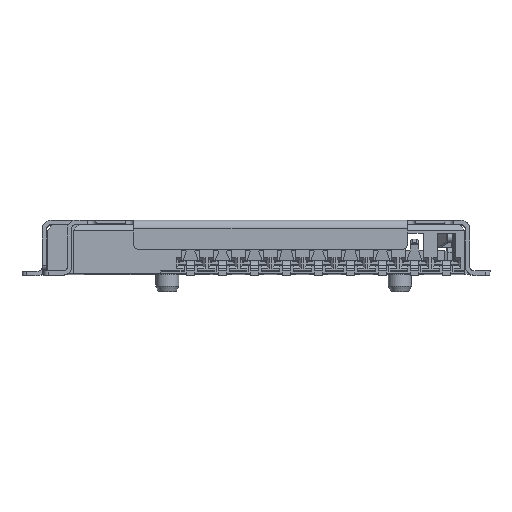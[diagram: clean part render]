
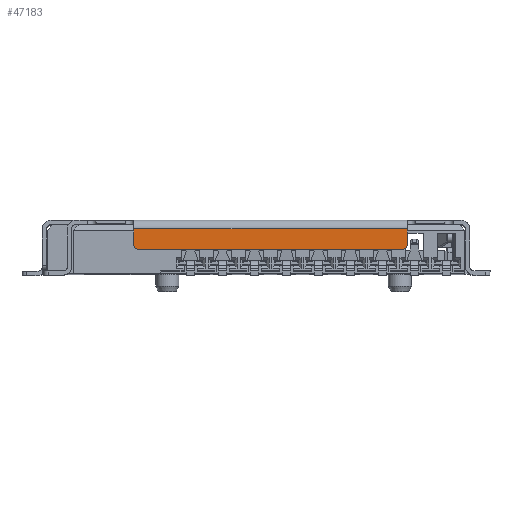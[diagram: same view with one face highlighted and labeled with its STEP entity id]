
A CAD part, top view. The second image highlights one B-rep face of the part: STEP entity #47183.
In plain terms, the highlighted planar face has unit normal (0, 0, 1).
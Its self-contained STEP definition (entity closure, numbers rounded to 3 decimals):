
#41486=CARTESIAN_POINT('',(-5.,1.,0.15));
#41487=DIRECTION('',(0.,0.,-1.));
#41488=DIRECTION('',(0.,-1.,0.));
#41489=AXIS2_PLACEMENT_3D('',#41486,#41487,#41488);
#41491=DIRECTION('',(0.,1.,0.));
#41492=VECTOR('',#41491,0.55);
#41493=CARTESIAN_POINT('',(-5.15,1.,0.15));
#41494=LINE('',#41493,#41492);
#41495=DIRECTION('',(1.,0.,0.));
#41496=VECTOR('',#41495,9.4);
#41497=CARTESIAN_POINT('',(-5.15,1.55,0.15));
#41498=LINE('',#41497,#41496);
#41499=DIRECTION('',(0.,-1.,0.));
#41500=VECTOR('',#41499,0.55);
#41501=CARTESIAN_POINT('',(4.25,1.55,0.15));
#41502=LINE('',#41501,#41500);
#41503=CARTESIAN_POINT('',(4.1,1.,0.15));
#41504=DIRECTION('',(0.,0.,-1.));
#41505=DIRECTION('',(1.,0.,0.));
#41506=AXIS2_PLACEMENT_3D('',#41503,#41504,#41505);
#41508=DIRECTION('',(-1.,0.,0.));
#41509=VECTOR('',#41508,9.1);
#41510=CARTESIAN_POINT('',(4.1,0.85,0.15));
#41511=LINE('',#41510,#41509);
#43775=CARTESIAN_POINT('',(4.25,1.55,0.15));
#43776=CARTESIAN_POINT('',(4.25,1.,0.15));
#43777=VERTEX_POINT('',#43775);
#43778=VERTEX_POINT('',#43776);
#43785=CARTESIAN_POINT('',(4.1,0.85,0.15));
#43787=VERTEX_POINT('',#43785);
#43791=CARTESIAN_POINT('',(-5.,0.85,0.15));
#43792=VERTEX_POINT('',#43791);
#43795=CARTESIAN_POINT('',(-5.15,1.,0.15));
#43796=VERTEX_POINT('',#43795);
#43801=CARTESIAN_POINT('',(-5.15,1.55,0.15));
#43802=VERTEX_POINT('',#43801);
#47170=CARTESIAN_POINT('',(-0.45,1.2,0.15));
#47171=DIRECTION('',(0.,0.,1.));
#47172=DIRECTION('',(0.,1.,0.));
#47173=AXIS2_PLACEMENT_3D('',#47170,#47171,#47172);
#47174=PLANE('',#47173);
#47175=ORIENTED_EDGE('',*,*,#45151,.T.);
#47176=ORIENTED_EDGE('',*,*,#45200,.T.);
#47177=ORIENTED_EDGE('',*,*,#47163,.T.);
#47178=ORIENTED_EDGE('',*,*,#45096,.T.);
#47179=ORIENTED_EDGE('',*,*,#45118,.T.);
#47180=ORIENTED_EDGE('',*,*,#45133,.T.);
#47181=EDGE_LOOP('',(#47175,#47176,#47177,#47178,#47179,#47180));
#47182=FACE_OUTER_BOUND('',#47181,.F.);
#47183=ADVANCED_FACE('',(#47182),#47174,.T.);
#41490=CIRCLE('',#41489,0.15);
#41507=CIRCLE('',#41506,0.15);
#45096=EDGE_CURVE('',#43777,#43778,#41502,.T.);
#45118=EDGE_CURVE('',#43778,#43787,#41507,.T.);
#45133=EDGE_CURVE('',#43787,#43792,#41511,.T.);
#45151=EDGE_CURVE('',#43792,#43796,#41490,.T.);
#45200=EDGE_CURVE('',#43796,#43802,#41494,.T.);
#47163=EDGE_CURVE('',#43802,#43777,#41498,.T.);
